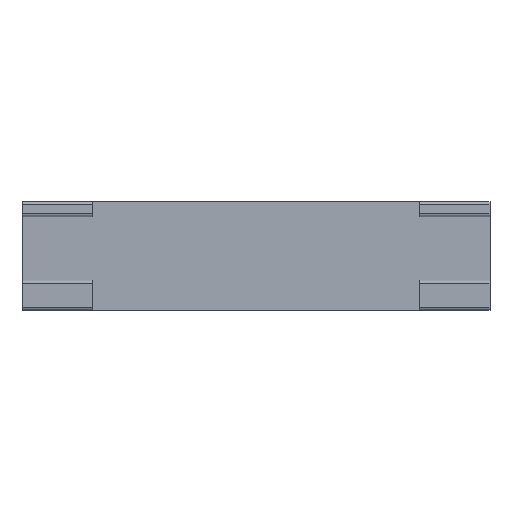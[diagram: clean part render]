
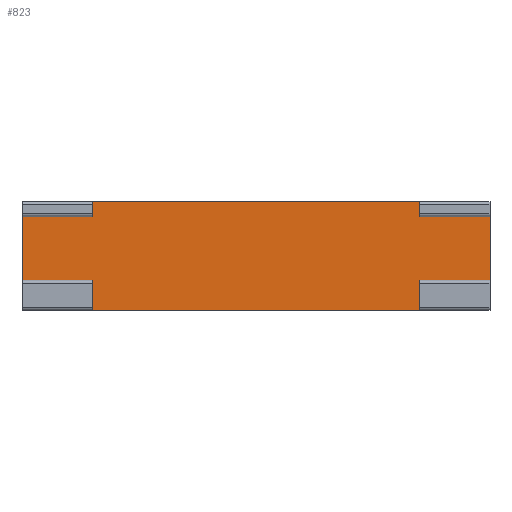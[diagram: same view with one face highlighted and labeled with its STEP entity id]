
A CAD part, top view. The second image highlights one B-rep face of the part: STEP entity #823.
In plain terms, the highlighted planar face has unit normal (0, 0, 1).
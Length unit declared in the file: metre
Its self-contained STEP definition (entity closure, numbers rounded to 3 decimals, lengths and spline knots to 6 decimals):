
#70=ORIENTED_EDGE('',*,*,#322,.F.);
#71=ORIENTED_EDGE('',*,*,#323,.T.);
#72=ORIENTED_EDGE('',*,*,#324,.F.);
#73=ORIENTED_EDGE('',*,*,#321,.F.);
#74=ORIENTED_EDGE('',*,*,#325,.T.);
#75=ORIENTED_EDGE('',*,*,#326,.F.);
#76=ORIENTED_EDGE('',*,*,#327,.F.);
#77=ORIENTED_EDGE('',*,*,#328,.F.);
#78=ORIENTED_EDGE('',*,*,#329,.T.);
#79=ORIENTED_EDGE('',*,*,#330,.T.);
#80=ORIENTED_EDGE('',*,*,#331,.T.);
#81=ORIENTED_EDGE('',*,*,#332,.T.);
#321=EDGE_CURVE('',#447,#445,#531,.T.);
#322=EDGE_CURVE('',#448,#449,#532,.T.);
#323=EDGE_CURVE('',#448,#450,#533,.T.);
#324=EDGE_CURVE('',#445,#450,#534,.T.);
#325=EDGE_CURVE('',#447,#451,#535,.T.);
#326=EDGE_CURVE('',#452,#451,#536,.T.);
#327=EDGE_CURVE('',#453,#452,#537,.T.);
#328=EDGE_CURVE('',#454,#453,#538,.T.);
#329=EDGE_CURVE('',#454,#455,#539,.T.);
#330=EDGE_CURVE('',#455,#456,#540,.T.);
#331=EDGE_CURVE('',#456,#457,#541,.T.);
#332=EDGE_CURVE('',#457,#449,#542,.T.);
#445=VERTEX_POINT('',#1215);
#447=VERTEX_POINT('',#1219);
#448=VERTEX_POINT('',#1223);
#449=VERTEX_POINT('',#1224);
#450=VERTEX_POINT('',#1226);
#451=VERTEX_POINT('',#1229);
#452=VERTEX_POINT('',#1231);
#453=VERTEX_POINT('',#1233);
#454=VERTEX_POINT('',#1235);
#455=VERTEX_POINT('',#1237);
#456=VERTEX_POINT('',#1239);
#457=VERTEX_POINT('',#1241);
#531=LINE('',#1220,#621);
#532=LINE('',#1222,#622);
#533=LINE('',#1225,#623);
#534=LINE('',#1227,#624);
#535=LINE('',#1228,#625);
#536=LINE('',#1230,#626);
#537=LINE('',#1232,#627);
#538=LINE('',#1234,#628);
#539=LINE('',#1236,#629);
#540=LINE('',#1238,#630);
#541=LINE('',#1240,#631);
#542=LINE('',#1242,#632);
#621=VECTOR('',#966,1.);
#622=VECTOR('',#969,1.);
#623=VECTOR('',#970,1.);
#624=VECTOR('',#971,1.);
#625=VECTOR('',#972,1.);
#626=VECTOR('',#973,1.);
#627=VECTOR('',#974,1.);
#628=VECTOR('',#975,1.);
#629=VECTOR('',#976,1.);
#630=VECTOR('',#977,1.);
#631=VECTOR('',#978,1.);
#632=VECTOR('',#979,1.);
#709=EDGE_LOOP('',(#70,#71,#72,#73,#74,#75,#76,#77,#78,#79,#80,#81));
#753=FACE_BOUND('',#709,.T.);
#797=PLANE('',#880);
#823=ADVANCED_FACE('',(#753),#797,.T.);
#880=AXIS2_PLACEMENT_3D('',#1221,#967,#968);
#966=DIRECTION('',(1.,0.,0.));
#967=DIRECTION('',(0.,0.,1.));
#968=DIRECTION('',(1.,0.,0.));
#969=DIRECTION('',(0.,-1.,0.));
#970=DIRECTION('',(1.,0.,0.));
#971=DIRECTION('',(0.,-1.,0.));
#972=DIRECTION('',(0.,1.,0.));
#973=DIRECTION('',(1.,0.,0.));
#974=DIRECTION('',(0.,1.,0.));
#975=DIRECTION('',(1.,0.,0.));
#976=DIRECTION('',(0.,-1.,0.));
#977=DIRECTION('',(1.,0.,0.));
#978=DIRECTION('',(0.,-1.,0.));
#979=DIRECTION('',(1.,0.,0.));
#1215=CARTESIAN_POINT('',(0.1,0.,0.));
#1219=CARTESIAN_POINT('',(0.085,0.,0.));
#1220=CARTESIAN_POINT('',(0.0925,0.,0.));
#1221=CARTESIAN_POINT('',(0.0075,-0.01,0.));
#1222=CARTESIAN_POINT('',(0.085,-0.0208,0.));
#1223=CARTESIAN_POINT('',(0.085,-0.02,0.));
#1224=CARTESIAN_POINT('',(0.085,-0.0216,0.));
#1225=CARTESIAN_POINT('',(0.0925,-0.02,0.));
#1226=CARTESIAN_POINT('',(0.1,-0.02,0.));
#1227=CARTESIAN_POINT('',(0.1,-0.01,0.));
#1228=CARTESIAN_POINT('',(0.085,0.0008,0.));
#1229=CARTESIAN_POINT('',(0.085,0.0016,0.));
#1230=CARTESIAN_POINT('',(0.0075,0.0016,0.));
#1231=CARTESIAN_POINT('',(0.015,0.0016,0.));
#1232=CARTESIAN_POINT('',(0.015,0.0008,0.));
#1233=CARTESIAN_POINT('',(0.015,0.,0.));
#1234=CARTESIAN_POINT('',(0.0075,0.,0.));
#1235=CARTESIAN_POINT('',(0.,0.,0.));
#1236=CARTESIAN_POINT('',(0.,-0.01,0.));
#1237=CARTESIAN_POINT('',(0.,-0.02,0.));
#1238=CARTESIAN_POINT('',(0.0075,-0.02,0.));
#1239=CARTESIAN_POINT('',(0.015,-0.02,0.));
#1240=CARTESIAN_POINT('',(0.015,-0.0208,0.));
#1241=CARTESIAN_POINT('',(0.015,-0.0216,0.));
#1242=CARTESIAN_POINT('',(0.0075,-0.0216,0.));
